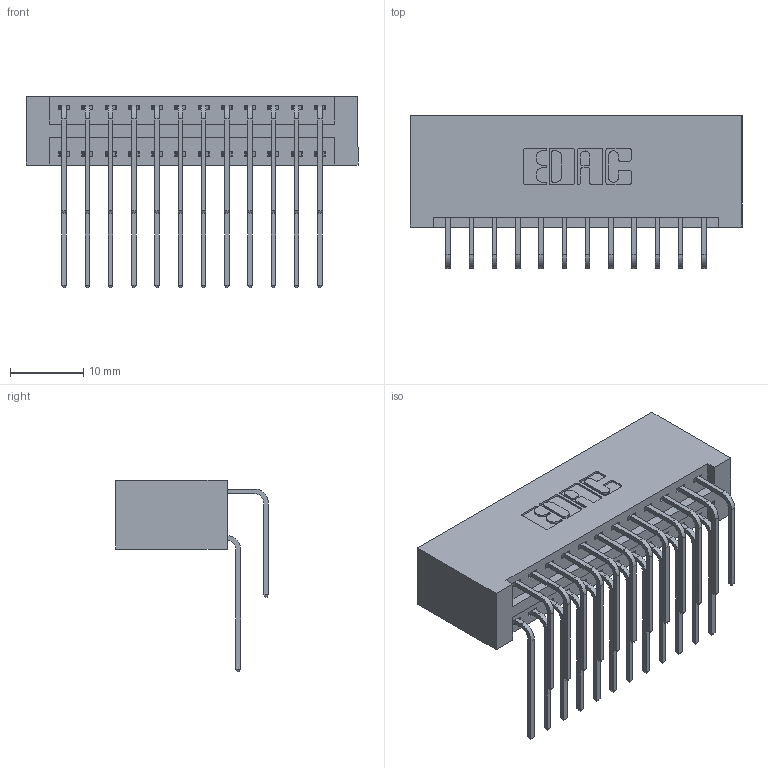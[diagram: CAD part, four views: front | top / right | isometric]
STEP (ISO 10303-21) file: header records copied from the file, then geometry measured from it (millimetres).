
FILE_DESCRIPTION (( 'STEP AP203' ), '1' );
FILE_NAME ('396-024-559-201.STEP', '2019-11-02T15:11:46', ( '' ), ( '' ), 'SwSTEP 2.0', 'SolidWorks 2016', '' );
FILE_SCHEMA (( 'CONFIG_CONTROL_DESIGN' ));
Length unit declared in the file: inch
Products named in the file (4): 345-292-001_558 559 Tail - 1; 345-292-001_559 Tail - 2; 396-024-559-201; 346 Part_No Mounting Lugs
Assembly tree (25 placements, depth 2):
  396-024-559-201
    346 Part_No Mounting Lugs
    345-292-001_558 559 Tail - 1  x12
    345-292-001_559 Tail - 2  x12
Bounding box: 45.34 x 20.89 x 26.16 mm (x, y, z)
Volume: 4899.8 mm3; surface area: 7091 mm2
Topology: 25 solids, 25 shells, 1410 faces, 4169 edges, 2746 vertices
Faces by surface type: plane 960, cylinder 450
Entity records: 13377 total; most frequent: CARTESIAN_POINT 2295, ORIENTED_EDGE 2178, DIRECTION 2041, EDGE_CURVE 1089, VECTOR 877, LINE 877, VERTEX_POINT 722, AXIS2_PLACEMENT_3D 582
